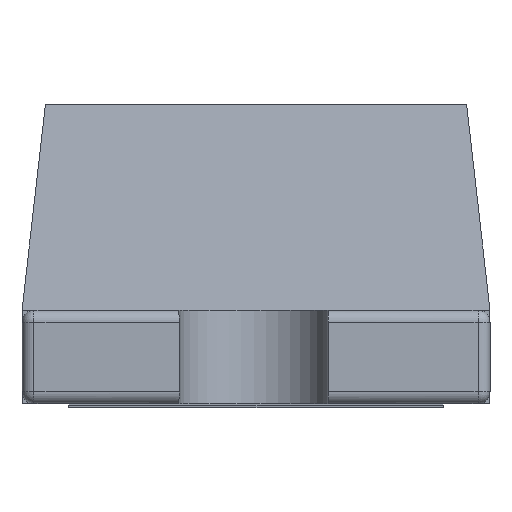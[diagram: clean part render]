
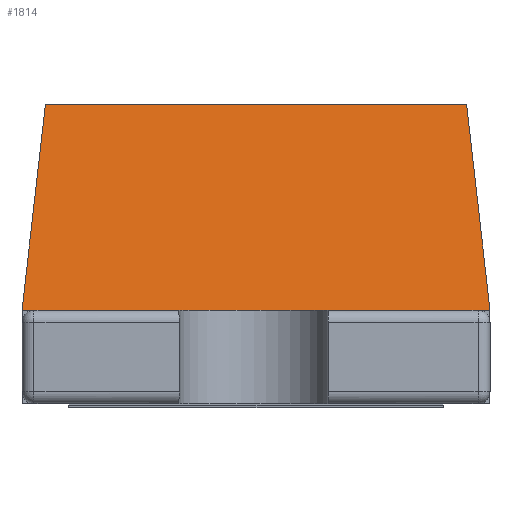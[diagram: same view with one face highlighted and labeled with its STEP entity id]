
A CAD part, left-side view. The second image highlights one B-rep face of the part: STEP entity #1814.
In plain terms, the highlighted planar face has unit normal (-0.984, 0, 0.179).
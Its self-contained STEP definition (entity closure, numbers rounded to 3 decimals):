
#142=PLANE('',#2085);
#256=FACE_OUTER_BOUND('',#371,.T.);
#371=EDGE_LOOP('',(#1572,#1573,#1574,#1575));
#512=LINE('',#3120,#693);
#516=LINE('',#3129,#697);
#520=LINE('',#3135,#701);
#521=LINE('',#3137,#702);
#693=VECTOR('',#2522,10.);
#697=VECTOR('',#2528,10.);
#701=VECTOR('',#2536,10.);
#702=VECTOR('',#2539,10.);
#925=VERTEX_POINT('',#3117);
#926=VERTEX_POINT('',#3119);
#929=VERTEX_POINT('',#3126);
#930=VERTEX_POINT('',#3128);
#1144=EDGE_CURVE('',#926,#925,#512,.T.);
#1148=EDGE_CURVE('',#929,#930,#516,.T.);
#1152=EDGE_CURVE('',#929,#926,#520,.T.);
#1153=EDGE_CURVE('',#930,#925,#521,.T.);
#1572=ORIENTED_EDGE('',*,*,#1148,.F.);
#1573=ORIENTED_EDGE('',*,*,#1152,.T.);
#1574=ORIENTED_EDGE('',*,*,#1144,.T.);
#1575=ORIENTED_EDGE('',*,*,#1153,.F.);
#1814=ADVANCED_FACE('',(#256),#142,.F.);
#2085=AXIS2_PLACEMENT_3D('',#3136,#2537,#2538);
#2522=DIRECTION('',(0.,1.,0.));
#2528=DIRECTION('',(0.,1.,0.));
#2536=DIRECTION('',(0.178,0.111,0.978));
#2537=DIRECTION('center_axis',(0.984,0.,-0.179));
#2538=DIRECTION('ref_axis',(-0.179,0.,-0.984));
#2539=DIRECTION('',(0.178,-0.111,0.978));
#3117=CARTESIAN_POINT('',(-0.5,0.563,0.8));
#3119=CARTESIAN_POINT('',(-0.5,-0.563,0.8));
#3120=CARTESIAN_POINT('',(-0.5,0.563,0.8));
#3126=CARTESIAN_POINT('',(-0.6,-0.625,0.25));
#3128=CARTESIAN_POINT('',(-0.6,0.625,0.25));
#3129=CARTESIAN_POINT('',(-0.6,0.625,0.25));
#3135=CARTESIAN_POINT('',(-0.6,-0.625,0.25));
#3136=CARTESIAN_POINT('Origin',(-0.6,-0.625,0.25));
#3137=CARTESIAN_POINT('',(-0.6,0.625,0.25));
